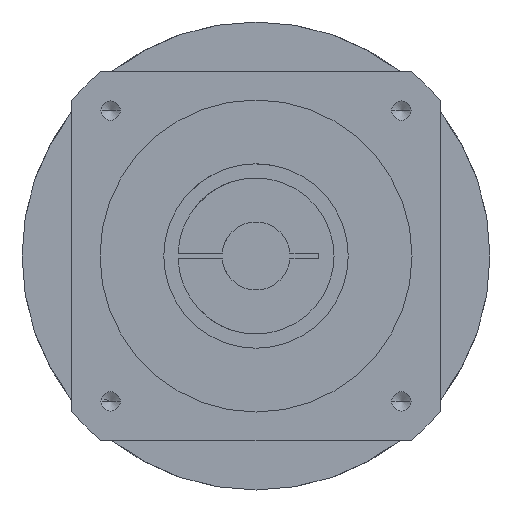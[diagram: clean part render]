
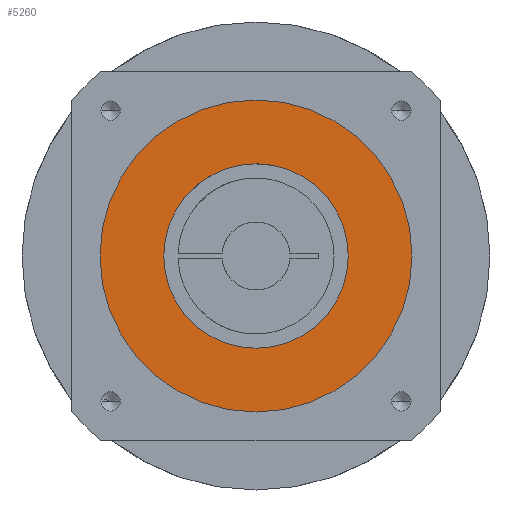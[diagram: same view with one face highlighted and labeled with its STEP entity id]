
A CAD part, front view. The second image highlights one B-rep face of the part: STEP entity #5260.
In plain terms, the highlighted face is planar.
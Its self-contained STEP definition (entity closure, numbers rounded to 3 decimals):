
#200 = CIRCLE ( 'NONE', #2051, 32.5 ) ;
#249 = ORIENTED_EDGE ( 'NONE', *, *, #1217, .T. ) ;
#382 = CARTESIAN_POINT ( 'NONE',  ( 0., 70., -55. ) ) ;
#520 = CIRCLE ( 'NONE', #1199, 32.5 ) ;
#569 = CARTESIAN_POINT ( 'NONE',  ( 0., 70., 0. ) ) ;
#573 = CARTESIAN_POINT ( 'NONE',  ( 0., 70., -32.5 ) ) ;
#596 = ORIENTED_EDGE ( 'NONE', *, *, #4272, .F. ) ;
#671 = AXIS2_PLACEMENT_3D ( 'NONE', #4324, #5154, #3156 ) ;
#847 = FACE_BOUND ( 'NONE', #1051, .T. ) ;
#1051 = EDGE_LOOP ( 'NONE', ( #596, #3522 ) ) ;
#1199 = AXIS2_PLACEMENT_3D ( 'NONE', #569, #1833, #3439 ) ;
#1217 = EDGE_CURVE ( 'NONE', #3985, #2882, #2277, .T. ) ;
#1229 = ORIENTED_EDGE ( 'NONE', *, *, #2760, .T. ) ;
#1254 = VERTEX_POINT ( 'NONE', #1329 ) ;
#1329 = CARTESIAN_POINT ( 'NONE',  ( 0., 70., 32.5 ) ) ;
#1498 = EDGE_CURVE ( 'NONE', #3030, #1254, #200, .T. ) ;
#1700 = DIRECTION ( 'NONE',  ( 0., 1., 0. ) ) ;
#1833 = DIRECTION ( 'NONE',  ( 0., 1., 0. ) ) ;
#2048 = CARTESIAN_POINT ( 'NONE',  ( 0., 70., 55. ) ) ;
#2051 = AXIS2_PLACEMENT_3D ( 'NONE', #4426, #4829, #5217 ) ;
#2104 = CARTESIAN_POINT ( 'NONE',  ( 0., 70., 0. ) ) ;
#2163 = AXIS2_PLACEMENT_3D ( 'NONE', #5221, #2757, #4410 ) ;
#2277 = CIRCLE ( 'NONE', #3506, 55. ) ;
#2757 = DIRECTION ( 'NONE',  ( 0., 1., 0. ) ) ;
#2760 = EDGE_CURVE ( 'NONE', #2882, #3985, #4335, .T. ) ;
#2882 = VERTEX_POINT ( 'NONE', #382 ) ;
#3030 = VERTEX_POINT ( 'NONE', #573 ) ;
#3156 = DIRECTION ( 'NONE',  ( 0., 0., 1. ) ) ;
#3439 = DIRECTION ( 'NONE',  ( 0., 0., 1. ) ) ;
#3506 = AXIS2_PLACEMENT_3D ( 'NONE', #2104, #1700, #4193 ) ;
#3522 = ORIENTED_EDGE ( 'NONE', *, *, #1498, .F. ) ;
#3896 = EDGE_LOOP ( 'NONE', ( #249, #1229 ) ) ;
#3985 = VERTEX_POINT ( 'NONE', #2048 ) ;
#4021 = FACE_OUTER_BOUND ( 'NONE', #3896, .T. ) ;
#4193 = DIRECTION ( 'NONE',  ( 0., 0., 1. ) ) ;
#4272 = EDGE_CURVE ( 'NONE', #1254, #3030, #520, .T. ) ;
#4324 = CARTESIAN_POINT ( 'NONE',  ( 0., 70., 0. ) ) ;
#4335 = CIRCLE ( 'NONE', #2163, 55. ) ;
#4410 = DIRECTION ( 'NONE',  ( 0., 0., 1. ) ) ;
#4426 = CARTESIAN_POINT ( 'NONE',  ( 0., 70., 0. ) ) ;
#4829 = DIRECTION ( 'NONE',  ( 0., 1., 0. ) ) ;
#5154 = DIRECTION ( 'NONE',  ( 0., 1., 0. ) ) ;
#5165 = PLANE ( 'NONE',  #671 ) ;
#5217 = DIRECTION ( 'NONE',  ( 0., 0., 1. ) ) ;
#5221 = CARTESIAN_POINT ( 'NONE',  ( 0., 70., 0. ) ) ;
#5260 = ADVANCED_FACE ( 'NONE', ( #847, #4021 ), #5165, .T. ) ;
